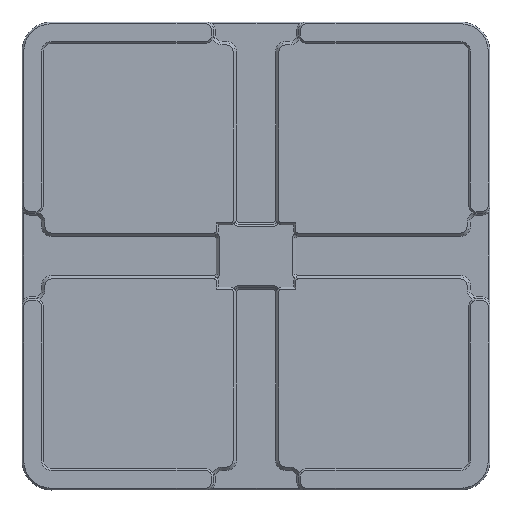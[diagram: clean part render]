
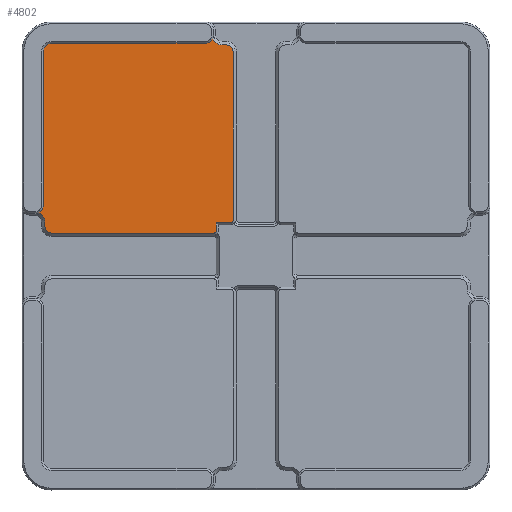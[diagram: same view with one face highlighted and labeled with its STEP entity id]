
A CAD part, top view. The second image highlights one B-rep face of the part: STEP entity #4802.
In plain terms, the highlighted planar face has unit normal (0, 0, 1).
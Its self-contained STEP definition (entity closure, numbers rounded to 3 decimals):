
#185=PLANE('',#5283);
#422=FACE_OUTER_BOUND('',#720,.T.);
#720=EDGE_LOOP('',(#3959,#3960,#3961,#3962,#3963,#3964,#3965,#3966,#3967,
#3968,#3969,#3970,#3971,#3972,#3973,#3974,#3975));
#1097=LINE('',#7772,#1569);
#1143=LINE('',#8006,#1615);
#1145=LINE('',#8015,#1617);
#1150=LINE('',#8029,#1622);
#1152=LINE('',#8033,#1624);
#1156=LINE('',#8045,#1628);
#1162=LINE('',#8060,#1634);
#1163=LINE('',#8078,#1635);
#1569=VECTOR('',#6231,10.);
#1615=VECTOR('',#6403,10.);
#1617=VECTOR('',#6413,10.);
#1622=VECTOR('',#6426,10.);
#1624=VECTOR('',#6430,10.);
#1628=VECTOR('',#6442,10.);
#1634=VECTOR('',#6456,10.);
#1635=VECTOR('',#6467,10.);
#1904=CIRCLE('',#5198,2.);
#1936=CIRCLE('',#5260,2.4);
#1939=CIRCLE('',#5265,1.6);
#1941=CIRCLE('',#5269,0.6);
#1943=CIRCLE('',#5274,0.6);
#1945=CIRCLE('',#5278,1.6);
#1947=CIRCLE('',#5282,2.4);
#1948=CIRCLE('',#5284,2.);
#1949=CIRCLE('',#5285,2.);
#2249=VERTEX_POINT('',#7757);
#2250=VERTEX_POINT('',#7759);
#2251=VERTEX_POINT('',#7770);
#2309=VERTEX_POINT('',#7996);
#2311=VERTEX_POINT('',#8002);
#2313=VERTEX_POINT('',#8008);
#2315=VERTEX_POINT('',#8014);
#2317=VERTEX_POINT('',#8020);
#2320=VERTEX_POINT('',#8028);
#2321=VERTEX_POINT('',#8032);
#2323=VERTEX_POINT('',#8038);
#2325=VERTEX_POINT('',#8044);
#2327=VERTEX_POINT('',#8050);
#2329=VERTEX_POINT('',#8056);
#2331=VERTEX_POINT('',#8062);
#2333=VERTEX_POINT('',#8075);
#2334=VERTEX_POINT('',#8077);
#2798=EDGE_CURVE('',#2250,#2249,#1904,.T.);
#2801=EDGE_CURVE('',#2251,#2249,#1097,.T.);
#2885=EDGE_CURVE('',#2250,#2309,#1936,.T.);
#2890=EDGE_CURVE('',#2309,#2311,#1143,.T.);
#2893=EDGE_CURVE('',#2311,#2313,#1939,.T.);
#2894=EDGE_CURVE('',#2313,#2315,#1145,.T.);
#2899=EDGE_CURVE('',#2315,#2317,#1941,.T.);
#2901=EDGE_CURVE('',#2317,#2320,#1150,.T.);
#2903=EDGE_CURVE('',#2320,#2321,#1152,.T.);
#2908=EDGE_CURVE('',#2321,#2323,#1943,.T.);
#2909=EDGE_CURVE('',#2323,#2325,#1156,.T.);
#2914=EDGE_CURVE('',#2325,#2327,#1945,.T.);
#2917=EDGE_CURVE('',#2327,#2329,#1162,.T.);
#2920=EDGE_CURVE('',#2329,#2331,#1947,.T.);
#2921=EDGE_CURVE('',#2333,#2251,#1948,.T.);
#2922=EDGE_CURVE('',#2334,#2333,#1163,.T.);
#2923=EDGE_CURVE('',#2331,#2334,#1949,.F.);
#3959=ORIENTED_EDGE('',*,*,#2920,.F.);
#3960=ORIENTED_EDGE('',*,*,#2917,.F.);
#3961=ORIENTED_EDGE('',*,*,#2914,.F.);
#3962=ORIENTED_EDGE('',*,*,#2909,.F.);
#3963=ORIENTED_EDGE('',*,*,#2908,.F.);
#3964=ORIENTED_EDGE('',*,*,#2903,.F.);
#3965=ORIENTED_EDGE('',*,*,#2901,.F.);
#3966=ORIENTED_EDGE('',*,*,#2899,.F.);
#3967=ORIENTED_EDGE('',*,*,#2894,.F.);
#3968=ORIENTED_EDGE('',*,*,#2893,.F.);
#3969=ORIENTED_EDGE('',*,*,#2890,.F.);
#3970=ORIENTED_EDGE('',*,*,#2885,.F.);
#3971=ORIENTED_EDGE('',*,*,#2798,.T.);
#3972=ORIENTED_EDGE('',*,*,#2801,.F.);
#3973=ORIENTED_EDGE('',*,*,#2921,.F.);
#3974=ORIENTED_EDGE('',*,*,#2922,.F.);
#3975=ORIENTED_EDGE('',*,*,#2923,.F.);
#4802=ADVANCED_FACE('',(#422),#185,.T.);
#5198=AXIS2_PLACEMENT_3D('',#7760,#6226,#6227);
#5260=AXIS2_PLACEMENT_3D('',#7997,#6394,#6395);
#5265=AXIS2_PLACEMENT_3D('',#8012,#6409,#6410);
#5269=AXIS2_PLACEMENT_3D('',#8024,#6421,#6422);
#5274=AXIS2_PLACEMENT_3D('',#8042,#6438,#6439);
#5278=AXIS2_PLACEMENT_3D('',#8054,#6450,#6451);
#5282=AXIS2_PLACEMENT_3D('',#8073,#6461,#6462);
#5283=AXIS2_PLACEMENT_3D('',#8074,#6463,#6464);
#5284=AXIS2_PLACEMENT_3D('',#8076,#6465,#6466);
#5285=AXIS2_PLACEMENT_3D('',#8079,#6468,#6469);
#6226=DIRECTION('center_axis',(0.,0.,-1.));
#6227=DIRECTION('ref_axis',(0.707,-0.707,0.));
#6231=DIRECTION('',(1.,0.,0.));
#6394=DIRECTION('center_axis',(0.,0.,1.));
#6395=DIRECTION('ref_axis',(-0.707,-0.707,0.));
#6403=DIRECTION('',(1.,0.,0.));
#6409=DIRECTION('center_axis',(0.,0.,-1.));
#6410=DIRECTION('ref_axis',(0.707,0.707,0.));
#6413=DIRECTION('',(0.,-1.,0.));
#6421=DIRECTION('center_axis',(0.,0.,-1.));
#6422=DIRECTION('ref_axis',(0.707,-0.707,0.));
#6426=DIRECTION('',(-1.,0.,0.));
#6430=DIRECTION('',(0.,-1.,0.));
#6438=DIRECTION('center_axis',(0.,0.,-1.));
#6439=DIRECTION('ref_axis',(0.707,-0.707,0.));
#6442=DIRECTION('',(-1.,0.,0.));
#6450=DIRECTION('center_axis',(0.,0.,-1.));
#6451=DIRECTION('ref_axis',(-0.707,-0.707,0.));
#6456=DIRECTION('',(0.,1.,0.));
#6461=DIRECTION('center_axis',(0.,0.,1.));
#6462=DIRECTION('ref_axis',(0.707,0.707,0.));
#6463=DIRECTION('center_axis',(0.,0.,1.));
#6464=DIRECTION('ref_axis',(1.,0.,0.));
#6465=DIRECTION('center_axis',(0.,0.,-1.));
#6466=DIRECTION('ref_axis',(0.,1.,0.));
#6467=DIRECTION('',(0.,1.,0.));
#6468=DIRECTION('center_axis',(0.,0.,-1.));
#6469=DIRECTION('ref_axis',(0.707,-0.707,0.));
#7757=CARTESIAN_POINT('',(-12.,50.125,-0.16));
#7759=CARTESIAN_POINT('',(-10.22,51.213,-0.16));
#7760=CARTESIAN_POINT('Origin',(-12.,52.125,-0.16));
#7770=CARTESIAN_POINT('',(-48.125,50.125,-0.16));
#7772=CARTESIAN_POINT('',(48.125,50.125,-0.16));
#7996=CARTESIAN_POINT('',(-8.,49.725,-0.16));
#7997=CARTESIAN_POINT('Origin',(-8.,52.125,-0.16));
#8002=CARTESIAN_POINT('',(-7.,49.725,-0.16));
#8006=CARTESIAN_POINT('',(-2.5,49.725,-0.16));
#8008=CARTESIAN_POINT('',(-5.4,48.125,-0.16));
#8012=CARTESIAN_POINT('Origin',(-7.,48.125,-0.16));
#8014=CARTESIAN_POINT('',(-5.4,8.4,-0.16));
#8015=CARTESIAN_POINT('',(-5.4,3.7,-0.16));
#8020=CARTESIAN_POINT('',(-6.,7.8,-0.16));
#8024=CARTESIAN_POINT('Origin',(-6.,8.4,-0.16));
#8028=CARTESIAN_POINT('',(-9.33,7.8,-0.16));
#8029=CARTESIAN_POINT('',(-4.465,7.8,-0.16));
#8032=CARTESIAN_POINT('',(-9.33,6.,-0.16));
#8033=CARTESIAN_POINT('',(-9.33,-3.7,-0.16));
#8038=CARTESIAN_POINT('',(-9.93,5.4,-0.16));
#8042=CARTESIAN_POINT('Origin',(-9.93,6.,-0.16));
#8044=CARTESIAN_POINT('',(-48.125,5.4,-0.16));
#8045=CARTESIAN_POINT('',(-25.063,5.4,-0.16));
#8050=CARTESIAN_POINT('',(-49.725,7.,-0.16));
#8054=CARTESIAN_POINT('Origin',(-48.125,7.,-0.16));
#8056=CARTESIAN_POINT('',(-49.725,8.,-0.16));
#8060=CARTESIAN_POINT('',(-49.725,5.,-0.16));
#8062=CARTESIAN_POINT('',(-51.213,10.22,-0.16));
#8073=CARTESIAN_POINT('Origin',(-52.125,8.,-0.16));
#8074=CARTESIAN_POINT('Origin',(0.,0.,
-0.16));
#8075=CARTESIAN_POINT('',(-50.125,48.125,-0.16));
#8076=CARTESIAN_POINT('Origin',(-48.125,48.125,-0.16));
#8077=CARTESIAN_POINT('',(-50.125,12.,-0.16));
#8078=CARTESIAN_POINT('',(-50.125,48.125,-0.16));
#8079=CARTESIAN_POINT('Origin',(-52.125,12.,-0.16));
